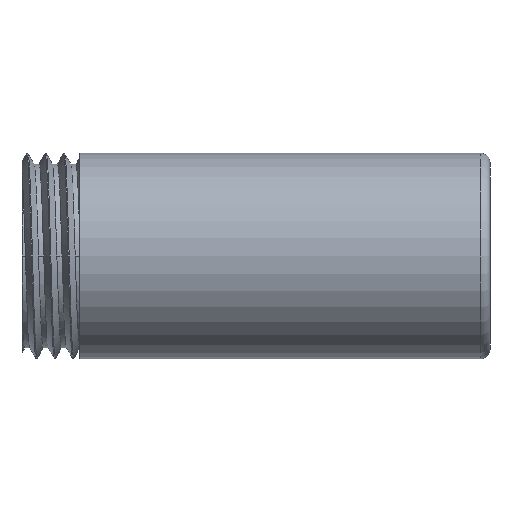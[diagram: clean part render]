
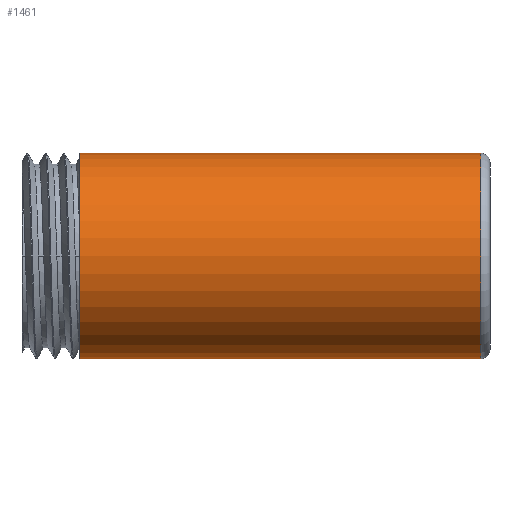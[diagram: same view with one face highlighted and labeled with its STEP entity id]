
A CAD part, front view. The second image highlights one B-rep face of the part: STEP entity #1461.
In plain terms, the highlighted cylindrical face has radius 14.35 mm (diameter 28.7 mm), a full revolution.
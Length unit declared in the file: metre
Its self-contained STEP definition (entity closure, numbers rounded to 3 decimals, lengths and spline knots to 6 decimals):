
#100=FACE_OUTER_BOUND('',#185,.T.);
#185=EDGE_LOOP('',(#1102,#1103,#1104,#1105));
#310=CIRCLE('',#1628,0.01435);
#311=CIRCLE('',#1629,0.01435);
#413=LINE('',#3188,#522);
#522=VECTOR('',#1965,0.01435);
#697=VERTEX_POINT('',#3185);
#698=VERTEX_POINT('',#3187);
#856=EDGE_CURVE('',#697,#697,#310,.T.);
#857=EDGE_CURVE('',#697,#698,#413,.T.);
#858=EDGE_CURVE('',#698,#698,#311,.T.);
#1102=ORIENTED_EDGE('',*,*,#856,.F.);
#1103=ORIENTED_EDGE('',*,*,#857,.T.);
#1104=ORIENTED_EDGE('',*,*,#858,.T.);
#1105=ORIENTED_EDGE('',*,*,#857,.F.);
#1419=CYLINDRICAL_SURFACE('',#1627,0.01435);
#1461=ADVANCED_FACE('',(#100),#1419,.T.);
#1627=AXIS2_PLACEMENT_3D('',#3184,#1961,#1962);
#1628=AXIS2_PLACEMENT_3D('',#3186,#1963,#1964);
#1629=AXIS2_PLACEMENT_3D('',#3189,#1966,#1967);
#1961=DIRECTION('center_axis',(1.,0.,0.));
#1962=DIRECTION('ref_axis',(0.,0.,1.));
#1963=DIRECTION('center_axis',(1.,0.,0.));
#1964=DIRECTION('ref_axis',(0.,0.,1.));
#1965=DIRECTION('',(-1.,0.,0.));
#1966=DIRECTION('center_axis',(1.,0.,0.));
#1967=DIRECTION('ref_axis',(0.,0.,1.));
#3184=CARTESIAN_POINT('Origin',(-0.003072,0.024997,
0.002598));
#3185=CARTESIAN_POINT('',(0.048089,0.024997,-0.011752));
#3186=CARTESIAN_POINT('Origin',(0.048089,0.024997,0.002598));
#3187=CARTESIAN_POINT('',(-0.007916,0.024997,-0.011752));
#3188=CARTESIAN_POINT('',(-0.003072,0.024997,-0.011752));
#3189=CARTESIAN_POINT('Origin',(-0.007916,0.024997,
0.002598));
